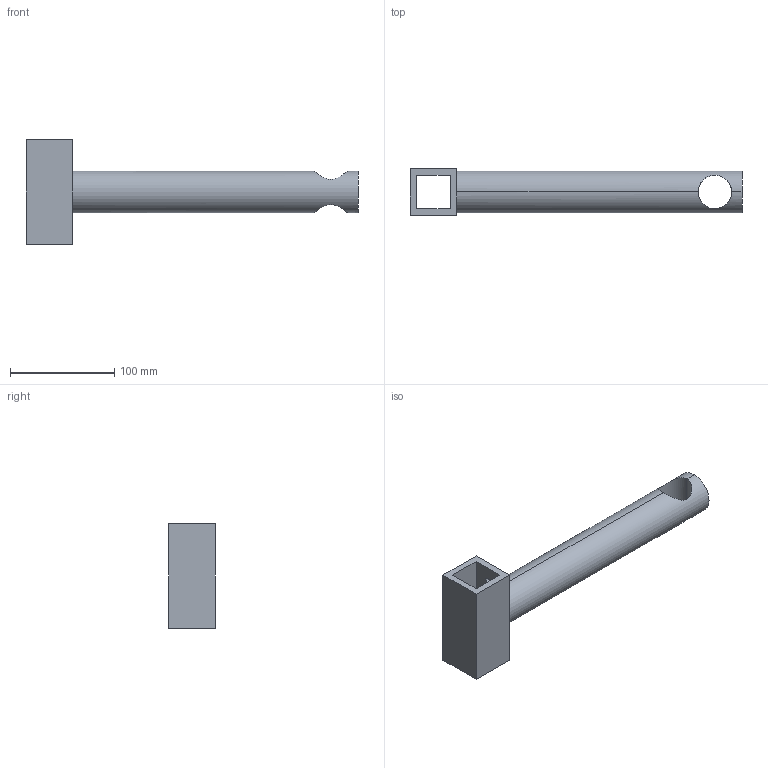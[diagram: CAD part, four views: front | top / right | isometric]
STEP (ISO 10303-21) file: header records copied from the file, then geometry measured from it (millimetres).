
FILE_DESCRIPTION (( 'STEP AP203' ), '1' );
FILE_NAME ('Joint1_Default_sldprt.STEP', '2022-12-13T17:38:55', ( '' ), ( '' ), 'SwSTEP 2.0', 'SolidWorks 2022', '' );
FILE_SCHEMA (( 'CONFIG_CONTROL_DESIGN' ));
Length unit declared in the file: millimetre
Products named in the file (1): Joint1_Default_sldprt
Bounding box: 318.5 x 45 x 100 mm (x, y, z)
Volume: 414301.7 mm3; surface area: 68717.7 mm2
Topology: 1 solids, 1 shells, 17 faces, 44 edges, 28 vertices
Faces by surface type: plane 11, cylinder 6
Entity records: 843 total; most frequent: CARTESIAN_POINT 338, ORIENTED_EDGE 88, DIRECTION 84, EDGE_CURVE 44, VECTOR 32, LINE 32, VERTEX_POINT 28, AXIS2_PLACEMENT_3D 26
